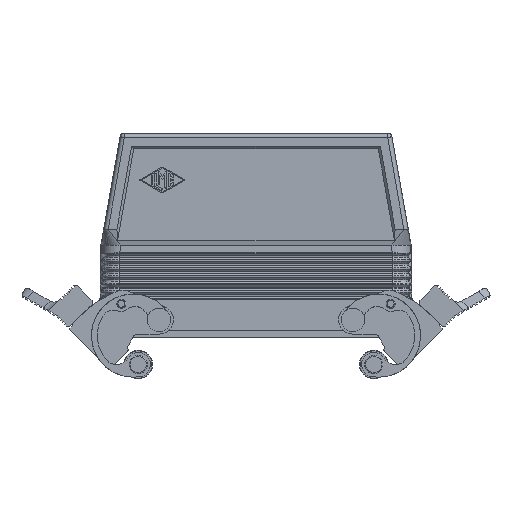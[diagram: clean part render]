
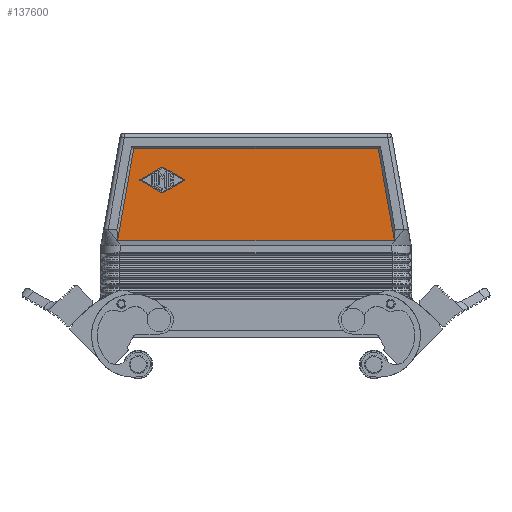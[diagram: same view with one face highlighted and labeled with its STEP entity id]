
A CAD part, left-side view. The second image highlights one B-rep face of the part: STEP entity #137600.
In plain terms, the highlighted planar face has unit normal (-1, 0, 0).
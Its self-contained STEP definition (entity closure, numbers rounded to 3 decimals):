
#136240=CARTESIAN_POINT('',(374.083,-22.843,
34.87));
#136250=VERTEX_POINT('',#136240);
#136280=CARTESIAN_POINT('',(374.083,-26.831,
12.233));
#136290=DIRECTION('',(0.,0.174,0.985));
#136300=VECTOR('',#136290,1.);
#136310=LINE('',#136280,#136300);
#136320=CARTESIAN_POINT('',(374.083,-16.613,
70.233));
#136330=VERTEX_POINT('',#136320);
#136340=EDGE_CURVE('',#136250,#136330,#136310,.T.);
#136600=CARTESIAN_POINT('',(374.083,-12.317,
48.893));
#136610=DIRECTION('',(1.,0.,0.));
#136620=DIRECTION('',(0.,1.,0.));
#136630=AXIS2_PLACEMENT_3D('',#136600,#136610,#136620);
#136640=PLANE('',#136630);
#136650=CARTESIAN_POINT('',(374.083,44.373,
34.87));
#136660=DIRECTION('',(-0.,1.,0.));
#136670=VECTOR('',#136660,1.);
#136680=LINE('',#136650,#136670);
#136690=CARTESIAN_POINT('',(374.083,83.656,
34.87));
#136700=VERTEX_POINT('',#136690);
#136710=EDGE_CURVE('',#136250,#136700,#136680,.T.);
#136720=ORIENTED_EDGE('',*,*,#136710,.F.);
#136730=CARTESIAN_POINT('',(374.083,87.644,
12.233));
#136740=DIRECTION('',(0.,-0.174,0.985));
#136750=VECTOR('',#136740,1.);
#136760=LINE('',#136730,#136750);
#136770=CARTESIAN_POINT('',(374.083,77.426,
70.233));
#136780=VERTEX_POINT('',#136770);
#136790=EDGE_CURVE('',#136700,#136780,#136760,.T.);
#136800=ORIENTED_EDGE('',*,*,#136790,.F.);
#136810=CARTESIAN_POINT('',(374.083,44.373,
70.233));
#136820=DIRECTION('',(0.,1.,0.));
#136830=VECTOR('',#136820,1.);
#136840=LINE('',#136810,#136830);
#136850=EDGE_CURVE('',#136330,#136780,#136840,.T.);
#136860=ORIENTED_EDGE('',*,*,#136850,.T.);
#136870=ORIENTED_EDGE('',*,*,#136340,.T.);
#136880=EDGE_LOOP('',(#136870,#136860,#136800,#136720));
#136890=FACE_OUTER_BOUND('',#136880,.T.);
#136900=CARTESIAN_POINT('',(374.083,44.373,
65.777));
#136910=DIRECTION('',(0.,-0.868,0.496));
#136920=VECTOR('',#136910,1.);
#136930=LINE('',#136900,#136920);
#136940=CARTESIAN_POINT('',(374.083,66.241,
53.277));
#136950=VERTEX_POINT('',#136940);
#136960=CARTESIAN_POINT('',(374.083,57.824,
58.088));
#136970=VERTEX_POINT('',#136960);
#136980=EDGE_CURVE('',#136950,#136970,#136930,.T.);
#136990=ORIENTED_EDGE('',*,*,#136980,.F.);
#137000=CARTESIAN_POINT('',(374.083,57.907,
58.233));
#137010=DIRECTION('',(-1.,0.,0.));
#137020=DIRECTION('',(0.,-1.,0.));
#137030=AXIS2_PLACEMENT_3D('',#137000,#137010,#137020);
#137040=CIRCLE('',#137030,0.167);
#137050=CARTESIAN_POINT('',(374.083,57.824,
58.377));
#137060=VERTEX_POINT('',#137050);
#137070=EDGE_CURVE('',#136970,#137060,#137040,.T.);
#137080=ORIENTED_EDGE('',*,*,#137070,.F.);
#137090=CARTESIAN_POINT('',(374.083,44.373,
50.688));
#137100=DIRECTION('',(0.,0.868,0.496));
#137110=VECTOR('',#137100,1.);
#137120=LINE('',#137090,#137110);
#137130=CARTESIAN_POINT('',(374.083,66.241,
63.188));
#137140=VERTEX_POINT('',#137130);
#137150=EDGE_CURVE('',#137060,#137140,#137120,.T.);
#137160=ORIENTED_EDGE('',*,*,#137150,.F.);
#137170=CARTESIAN_POINT('',(374.083,66.406,
62.899));
#137180=DIRECTION('',(-1.,0.,0.));
#137190=DIRECTION('',(0.,-1.,0.));
#137200=AXIS2_PLACEMENT_3D('',#137170,#137180,#137190);
#137210=CIRCLE('',#137200,0.333);
#137220=CARTESIAN_POINT('',(374.083,66.572,
63.188));
#137230=VERTEX_POINT('',#137220);
#137240=EDGE_CURVE('',#137140,#137230,#137210,.T.);
#137250=ORIENTED_EDGE('',*,*,#137240,.F.);
#137260=CARTESIAN_POINT('',(374.083,44.373,
75.877));
#137270=DIRECTION('',(0.,0.868,-0.496));
#137280=VECTOR('',#137270,1.);
#137290=LINE('',#137260,#137280);
#137300=CARTESIAN_POINT('',(374.083,74.988,
58.377));
#137310=VERTEX_POINT('',#137300);
#137320=EDGE_CURVE('',#137230,#137310,#137290,.T.);
#137330=ORIENTED_EDGE('',*,*,#137320,.F.);
#137340=CARTESIAN_POINT('',(374.083,74.905,
58.233));
#137350=DIRECTION('',(-1.,0.,0.));
#137360=DIRECTION('',(0.,-1.,0.));
#137370=AXIS2_PLACEMENT_3D('',#137340,#137350,#137360);
#137380=CIRCLE('',#137370,0.167);
#137390=CARTESIAN_POINT('',(374.083,74.988,
58.088));
#137400=VERTEX_POINT('',#137390);
#137410=EDGE_CURVE('',#137310,#137400,#137380,.T.);
#137420=ORIENTED_EDGE('',*,*,#137410,.F.);
#137430=CARTESIAN_POINT('',(374.083,44.373,
40.588));
#137440=DIRECTION('',(0.,-0.868,-0.496));
#137450=VECTOR('',#137440,1.);
#137460=LINE('',#137430,#137450);
#137470=CARTESIAN_POINT('',(374.083,66.572,
53.277));
#137480=VERTEX_POINT('',#137470);
#137490=EDGE_CURVE('',#137400,#137480,#137460,.T.);
#137500=ORIENTED_EDGE('',*,*,#137490,.F.);
#137510=CARTESIAN_POINT('',(374.083,66.406,
53.566));
#137520=DIRECTION('',(-1.,0.,0.));
#137530=DIRECTION('',(0.,-1.,0.));
#137540=AXIS2_PLACEMENT_3D('',#137510,#137520,#137530);
#137550=CIRCLE('',#137540,0.333);
#137560=EDGE_CURVE('',#137480,#136950,#137550,.T.);
#137570=ORIENTED_EDGE('',*,*,#137560,.F.);
#137580=EDGE_LOOP('',(#137570,#137500,#137420,#137330,#137250,#137160,
#137080,#136990));
#137590=FACE_BOUND('',#137580,.T.);
#137600=ADVANCED_FACE('',(#136890,#137590),#136640,.F.);
